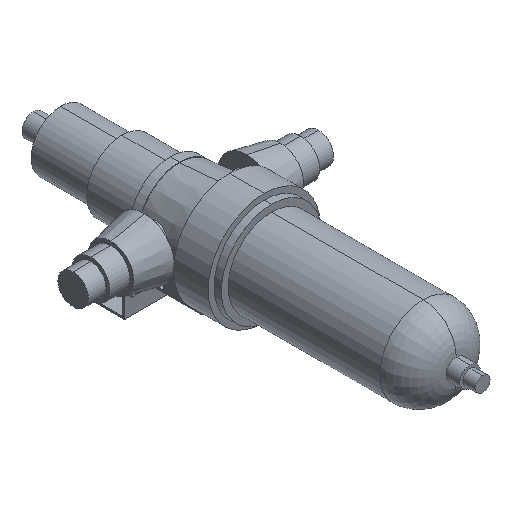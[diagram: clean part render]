
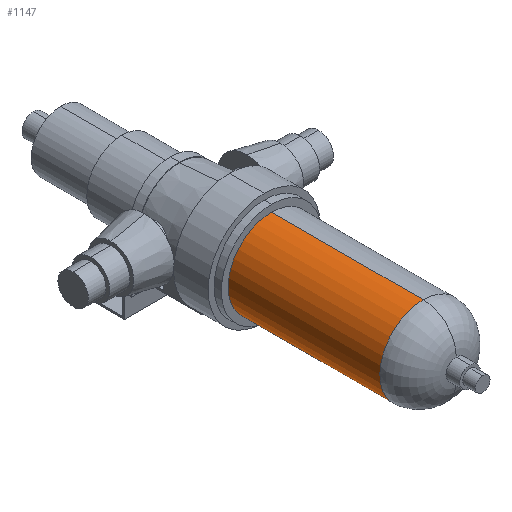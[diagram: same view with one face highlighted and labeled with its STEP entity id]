
A CAD part, isometric view. The second image highlights one B-rep face of the part: STEP entity #1147.
In plain terms, the highlighted cylindrical face has radius 47.5 mm (diameter 95 mm), a partial arc.
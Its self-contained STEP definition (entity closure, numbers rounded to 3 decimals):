
#178 = DIRECTION ( 'NONE',  ( 0., -1., 0. ) ) ;
#235 = VERTEX_POINT ( 'NONE', #2562 ) ;
#240 = CARTESIAN_POINT ( 'NONE',  ( 0., 0., 47.5 ) ) ;
#278 = EDGE_CURVE ( 'NONE', #2596, #932, #1877, .T. ) ;
#443 = AXIS2_PLACEMENT_3D ( 'NONE', #2229, #734, #2484 ) ;
#533 = VECTOR ( 'NONE', #1129, 1000. ) ;
#570 = DIRECTION ( 'NONE',  ( 0., -1., 0. ) ) ;
#734 = DIRECTION ( 'NONE',  ( 0., -1., 0. ) ) ;
#802 = AXIS2_PLACEMENT_3D ( 'NONE', #946, #178, #3275 ) ;
#863 = DIRECTION ( 'NONE',  ( 0., 0., -1. ) ) ;
#932 = VERTEX_POINT ( 'NONE', #2156 ) ;
#942 = VECTOR ( 'NONE', #1314, 1000. ) ;
#946 = CARTESIAN_POINT ( 'NONE',  ( 0., 0., 0. ) ) ;
#953 = EDGE_CURVE ( 'NONE', #2596, #1302, #2317, .T. ) ;
#1129 = DIRECTION ( 'NONE',  ( 0., -1., 0. ) ) ;
#1147 = ADVANCED_FACE ( 'NONE', ( #2869 ), #3220, .T. ) ;
#1302 = VERTEX_POINT ( 'NONE', #2517 ) ;
#1314 = DIRECTION ( 'NONE',  ( 0., -1., 0. ) ) ;
#1588 = ORIENTED_EDGE ( 'NONE', *, *, #953, .T. ) ;
#1877 = LINE ( 'NONE', #240, #942 ) ;
#2156 = CARTESIAN_POINT ( 'NONE',  ( 0., -249.25, 47.5 ) ) ;
#2229 = CARTESIAN_POINT ( 'NONE',  ( 0., -249.25, 0. ) ) ;
#2268 = CARTESIAN_POINT ( 'NONE',  ( 0., -83., 0. ) ) ;
#2299 = ORIENTED_EDGE ( 'NONE', *, *, #3266, .F. ) ;
#2317 = CIRCLE ( 'NONE', #2440, 47.5 ) ;
#2421 = EDGE_CURVE ( 'NONE', #1302, #235, #3135, .T. ) ;
#2440 = AXIS2_PLACEMENT_3D ( 'NONE', #2268, #570, #863 ) ;
#2445 = EDGE_LOOP ( 'NONE', ( #3269, #1588, #2448, #2299 ) ) ;
#2448 = ORIENTED_EDGE ( 'NONE', *, *, #2421, .T. ) ;
#2484 = DIRECTION ( 'NONE',  ( 0., 0., -1. ) ) ;
#2517 = CARTESIAN_POINT ( 'NONE',  ( 0., -83., -47.5 ) ) ;
#2562 = CARTESIAN_POINT ( 'NONE',  ( 0., -249.25, -47.5 ) ) ;
#2596 = VERTEX_POINT ( 'NONE', #2933 ) ;
#2645 = CARTESIAN_POINT ( 'NONE',  ( 0., 0., -47.5 ) ) ;
#2869 = FACE_OUTER_BOUND ( 'NONE', #2445, .T. ) ;
#2933 = CARTESIAN_POINT ( 'NONE',  ( 0., -83., 47.5 ) ) ;
#3075 = CIRCLE ( 'NONE', #443, 47.5 ) ;
#3135 = LINE ( 'NONE', #2645, #533 ) ;
#3220 = CYLINDRICAL_SURFACE ( 'NONE', #802, 47.5 ) ;
#3266 = EDGE_CURVE ( 'NONE', #932, #235, #3075, .T. ) ;
#3269 = ORIENTED_EDGE ( 'NONE', *, *, #278, .F. ) ;
#3275 = DIRECTION ( 'NONE',  ( 0., 0., -1. ) ) ;
